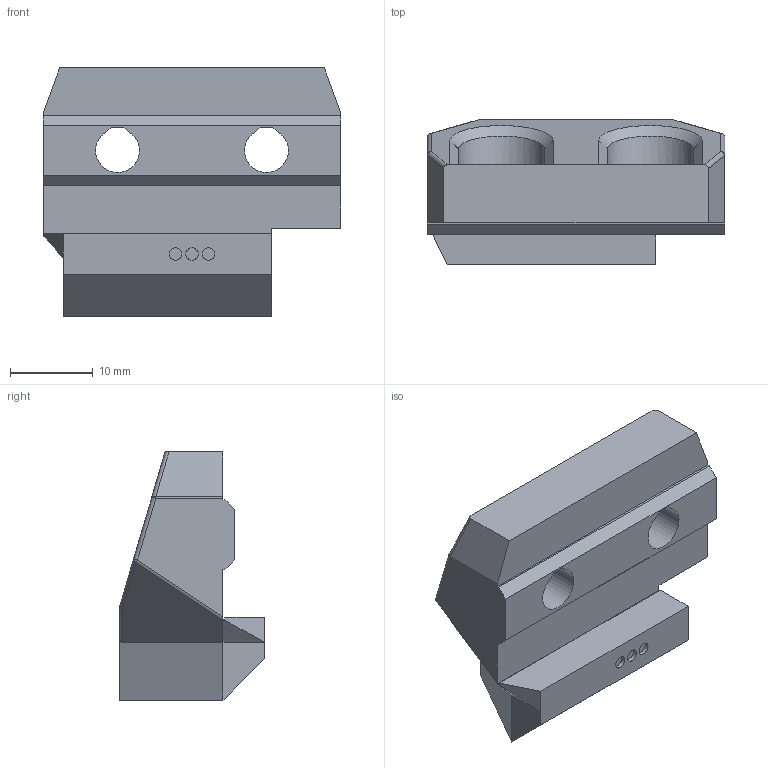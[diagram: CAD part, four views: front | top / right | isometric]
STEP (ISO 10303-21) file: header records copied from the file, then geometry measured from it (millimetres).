
FILE_DESCRIPTION(/* description */ ('STEP AP242','CAx-IF Rec.Pracs.---Representation and Presentation of Product Manufacturing Information (PMI)---4.0---2014-10-13','CAx-IF Rec.Pracs.---3D Tessellated Geometry---0.4---2014-09-14','2;1'),/* implementation_level */ '2;1');
FILE_NAME(/* name */ '62c6f3d598852f11619943a9',/* time_stamp */ '2022-07-07T14:55:18+00:00',/* author */ (''),/* organization */ (''),/* preprocessor_version */ 'ST-DEVELOPER v18.102',/* originating_system */ ' ',/* authorisation */ ' ');
FILE_SCHEMA (('AP242_MANAGED_MODEL_BASED_3D_ENGINEERING_MIM_LF { 1 0 10303 442 1 1 4 }'));
Length unit declared in the file: metre
Products named in the file (1): Y_holder_mgn9_sp
Bounding box: 36 x 17.49 x 30 mm (x, y, z)
Volume: 9252.7 mm3; surface area: 4213.6 mm2
Topology: 1 solids, 7 shells, 146 faces, 351 edges, 227 vertices
Faces by surface type: plane 114, cylinder 22, bspline 6, sphere 4
Full cylindrical faces by diameter (mm): 1.5 x3
Entity records: 4367 total; most frequent: CARTESIAN_POINT 950, ORIENTED_EDGE 692, DIRECTION 673, EDGE_CURVE 346, LINE 293, VECTOR 293, VERTEX_POINT 225, AXIS2_PLACEMENT_3D 190
